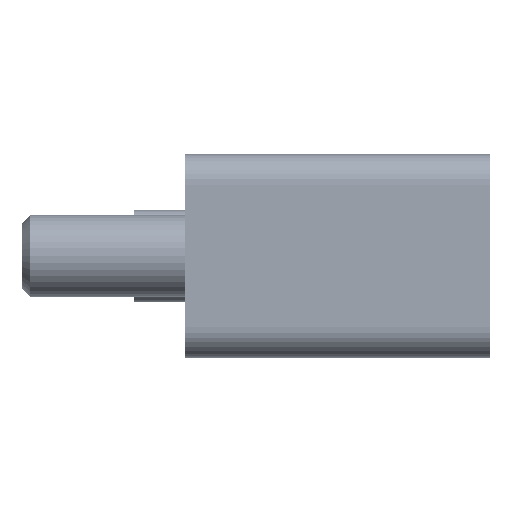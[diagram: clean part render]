
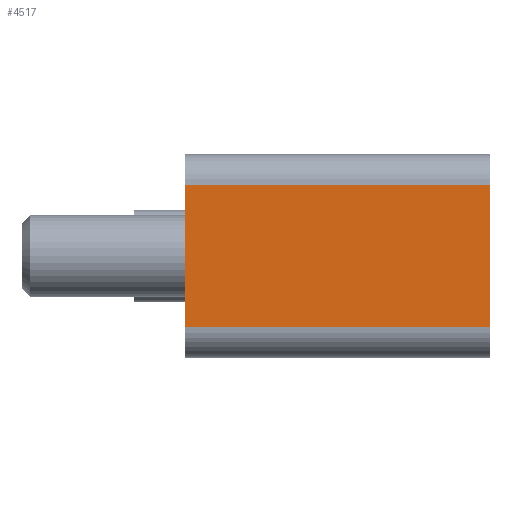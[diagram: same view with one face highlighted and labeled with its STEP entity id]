
A CAD part, left-side view. The second image highlights one B-rep face of the part: STEP entity #4517.
In plain terms, the highlighted planar face has unit normal (-1, 0, 0).
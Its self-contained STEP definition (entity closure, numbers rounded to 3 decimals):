
#70 = ORIENTED_EDGE ( 'NONE', *, *, #7395, .F. ) ;
#228 = VECTOR ( 'NONE', #3858, 1000. ) ;
#580 = ORIENTED_EDGE ( 'NONE', *, *, #6556, .F. ) ;
#611 = DIRECTION ( 'NONE',  ( 0., 0., 1. ) ) ;
#1620 = DIRECTION ( 'NONE',  ( 0., 0., 1. ) ) ;
#2348 = EDGE_CURVE ( 'NONE', #12985, #8275, #6623, .T. ) ;
#2415 = CARTESIAN_POINT ( 'NONE',  ( -39., 7.5, 3.5 ) ) ;
#2661 = LINE ( 'NONE', #12254, #228 ) ;
#2876 = LINE ( 'NONE', #2415, #7642 ) ;
#3243 = CARTESIAN_POINT ( 'NONE',  ( -39., 7.5, 3.5 ) ) ;
#3330 = DIRECTION ( 'NONE',  ( 0., 0., -1. ) ) ;
#3584 = VECTOR ( 'NONE', #12580, 1000. ) ;
#3858 = DIRECTION ( 'NONE',  ( 0., -1., 0. ) ) ;
#4041 = VECTOR ( 'NONE', #1620, 1000. ) ;
#4267 = EDGE_CURVE ( 'NONE', #8049, #12985, #2661, .T. ) ;
#4462 = ORIENTED_EDGE ( 'NONE', *, *, #2348, .T. ) ;
#4517 = ADVANCED_FACE ( 'NONE', ( #5417 ), #8574, .F. ) ;
#5214 = CARTESIAN_POINT ( 'NONE',  ( -39., 7.5, 3.5 ) ) ;
#5381 = DIRECTION ( 'NONE',  ( 1., 0., 0. ) ) ;
#5417 = FACE_OUTER_BOUND ( 'NONE', #9592, .T. ) ;
#5680 = CARTESIAN_POINT ( 'NONE',  ( -39., -7.5, 3.5 ) ) ;
#6556 = EDGE_CURVE ( 'NONE', #10566, #8275, #10167, .T. ) ;
#6623 = LINE ( 'NONE', #5680, #4041 ) ;
#7395 = EDGE_CURVE ( 'NONE', #8049, #10566, #2876, .T. ) ;
#7642 = VECTOR ( 'NONE', #611, 1000. ) ;
#8049 = VERTEX_POINT ( 'NONE', #10939 ) ;
#8052 = CARTESIAN_POINT ( 'NONE',  ( -39., -7.5, 3.5 ) ) ;
#8275 = VERTEX_POINT ( 'NONE', #8052 ) ;
#8538 = AXIS2_PLACEMENT_3D ( 'NONE', #3243, #5381, #3330 ) ;
#8574 = PLANE ( 'NONE',  #8538 ) ;
#8654 = CARTESIAN_POINT ( 'NONE',  ( -39., 7.5, 3.5 ) ) ;
#9592 = EDGE_LOOP ( 'NONE', ( #4462, #580, #70, #13452 ) ) ;
#10167 = LINE ( 'NONE', #5214, #3584 ) ;
#10566 = VERTEX_POINT ( 'NONE', #8654 ) ;
#10720 = CARTESIAN_POINT ( 'NONE',  ( -39., -7.5, -3.5 ) ) ;
#10939 = CARTESIAN_POINT ( 'NONE',  ( -39., 7.5, -3.5 ) ) ;
#12254 = CARTESIAN_POINT ( 'NONE',  ( -39., 7.5, -3.5 ) ) ;
#12580 = DIRECTION ( 'NONE',  ( 0., -1., 0. ) ) ;
#12985 = VERTEX_POINT ( 'NONE', #10720 ) ;
#13452 = ORIENTED_EDGE ( 'NONE', *, *, #4267, .T. ) ;
